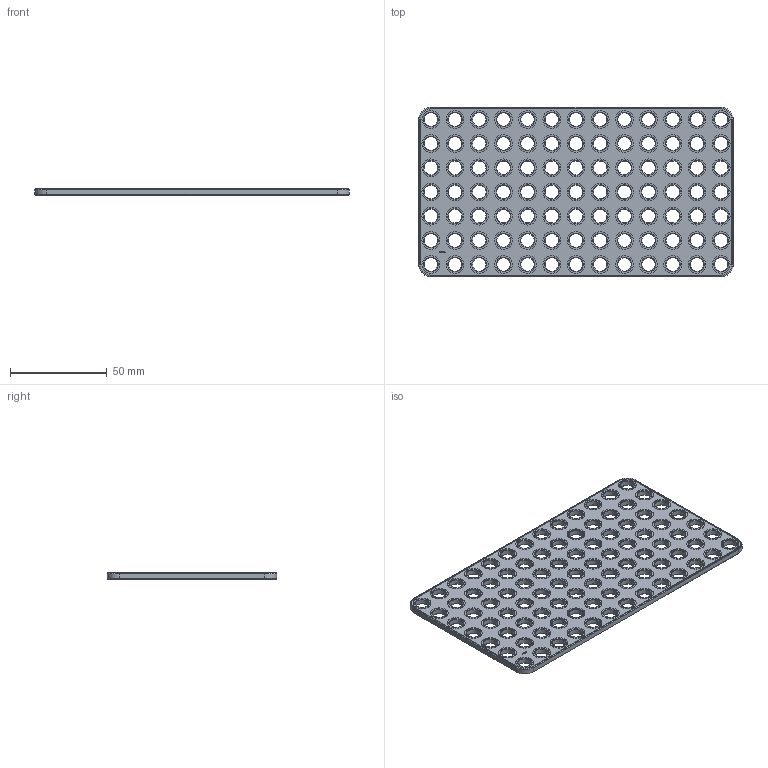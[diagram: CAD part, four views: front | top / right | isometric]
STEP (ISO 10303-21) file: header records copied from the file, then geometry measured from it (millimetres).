
FILE_DESCRIPTION(('FreeCAD Model'),'2;1');
FILE_NAME('Open CASCADE Shape Model','2024-10-08T18:36:46',(''),(''), 'Open CASCADE STEP processor 7.7','FreeCAD','Unknown');
FILE_SCHEMA(('AUTOMOTIVE_DESIGN { 1 0 10303 214 1 1 1 1 }'));
Length unit declared in the file: millimetre
Products named in the file (1): Plate RCT CRNR BU13x07x00.25 - SPN-PLT-0145 (stemfie.org)
Bounding box: 162.5 x 87.5 x 3.12 mm (x, y, z)
Volume: 31606.2 mm3; surface area: 28918.6 mm2
Topology: 1 solids, 1 shells, 924 faces, 2199 edges, 1400 vertices
Faces by surface type: plane 430, cylinder 190, cone 190, extrusion 114
Full cylindrical faces by diameter (mm): 7 x91, 9.2 x91
Entity records: 27263 total; most frequent: CARTESIAN_POINT 5448, ORIENTED_EDGE 4398, DIRECTION 4277, EDGE_CURVE 2199, VECTOR 1515, LINE 1401, VERTEX_POINT 1400, AXIS2_PLACEMENT_3D 1381
